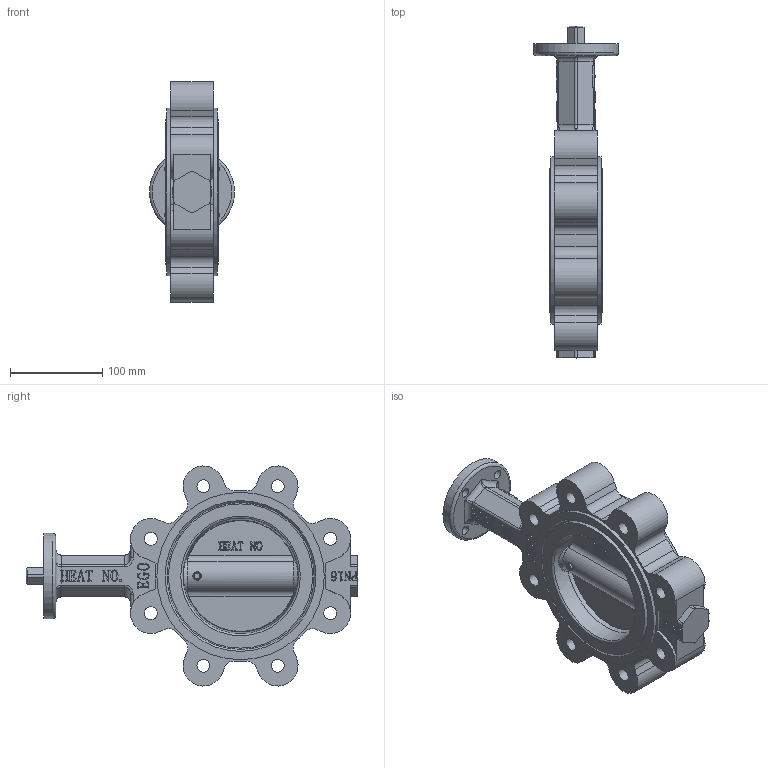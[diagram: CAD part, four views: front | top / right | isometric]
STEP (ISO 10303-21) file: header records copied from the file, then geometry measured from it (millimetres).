
FILE_DESCRIPTION(/* description */ (''),/* implementation_level */ '2;1');
FILE_NAME(/* name */ 'DN125 LUG.stp',/* time_stamp */ '2019-09-11T11:59:44+02:00',/* author */ ('A8711351'),/* organization */ (''),/* preprocessor_version */ 'ST-DEVELOPER v18',/* originating_system */ 'Autodesk Inventor 2020',/* authorisation */ '');
FILE_SCHEMA (('AUTOMOTIVE_DESIGN { 1 0 10303 214 3 1 1 }'));
Products named in the file (8): Î¦+õ¦Õ1; 2.SEAT; 3.DISC; 4.SHAFT; 7.BUSHING; 5.PIN; 8.NAME PLATE; 1.BODY L
Assembly tree (7 placements, depth 2):
  Î¦+õ¦Õ1
    2.SEAT
    3.DISC
    4.SHAFT
    7.BUSHING
    5.PIN
    8.NAME PLATE
    1.BODY L
Bounding box: 92 x 359 x 237.97 mm (x, y, z)
Volume: 1729799.3 mm3; surface area: 296001.1 mm2
Topology: 7 solids, 7 shells, 1226 faces, 4634 edges, 3580 vertices
Faces by surface type: plane 732, bspline 357, cylinder 114, cone 15, torus 6, sphere 2
Full cylindrical faces by diameter (mm): 10 x4, 14 x8, 18.92 x1, 19.05 x2, 23.8 x3, 55 x1, 92 x1, 156 x2, 159 x2, 181 x2
Entity records: 87833 total; most frequent: CARTESIAN_POINT 50752, ORIENTED_EDGE 9246, DIRECTION 5266, EDGE_CURVE 4623, VERTEX_POINT 3580, LINE 2870, VECTOR 2870, B_SPLINE_CURVE_WITH_KNOTS 1432
